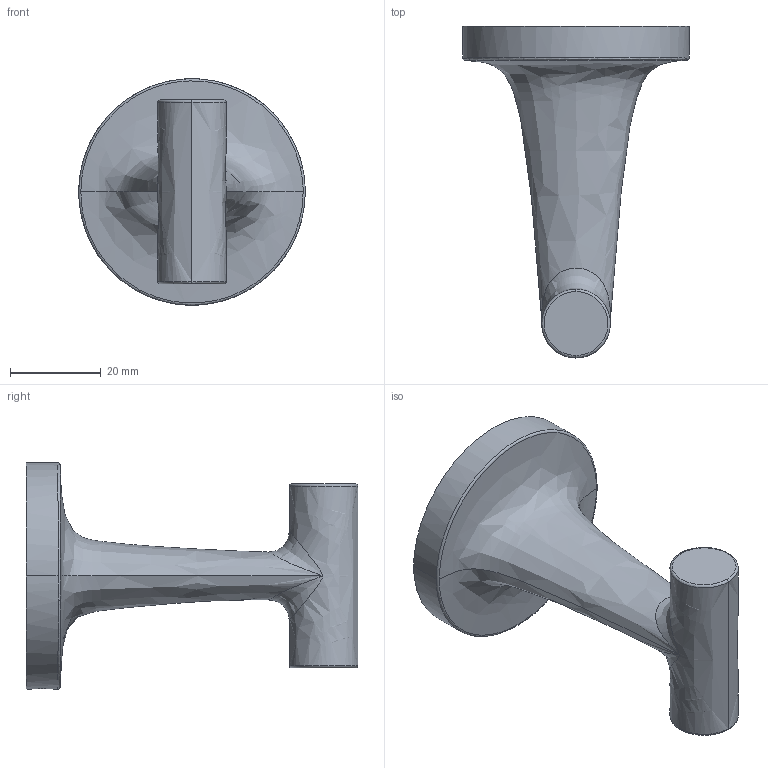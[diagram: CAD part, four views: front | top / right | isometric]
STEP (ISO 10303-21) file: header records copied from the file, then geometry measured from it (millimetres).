
FILE_DESCRIPTION(/* description */ (''),/* implementation_level */ '2;1');
FILE_NAME(/* name */ '009929',/* time_stamp */ '2019-02-13T10:08:33+01:00',/* author */ (''),/* organization */ (''),/* preprocessor_version */ 'ST-DEVELOPER v15',/* originating_system */ '',/* authorisation */ '');
FILE_SCHEMA (('AUTOMOTIVE_DESIGN'));
Length unit declared in the file: millimetre
Products named in the file (1): Document
Bounding box: 50 x 73.2 x 49.98 mm (x, y, z)
Surface area: 10585.2 mm2 (no closed solid volume)
Topology: 0 solids, 1 shells, 99 faces, 259 edges, 145 vertices
Faces by surface type: bspline 99
Entity records: 14801 total; most frequent: CARTESIAN_POINT 11751, B_SPLINE_CURVE_WITH_KNOTS 592, ORIENTED_EDGE 484, PCURVE 484, DEFINITIONAL_REPRESENTATION 484, SURFACE_CURVE 257, EDGE_CURVE 257, VERTEX_POINT 145
